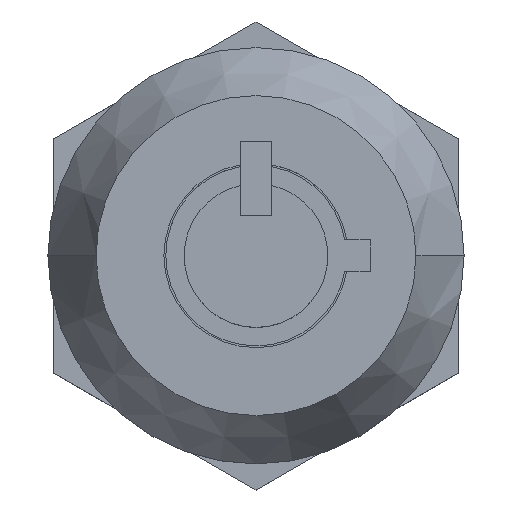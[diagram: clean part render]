
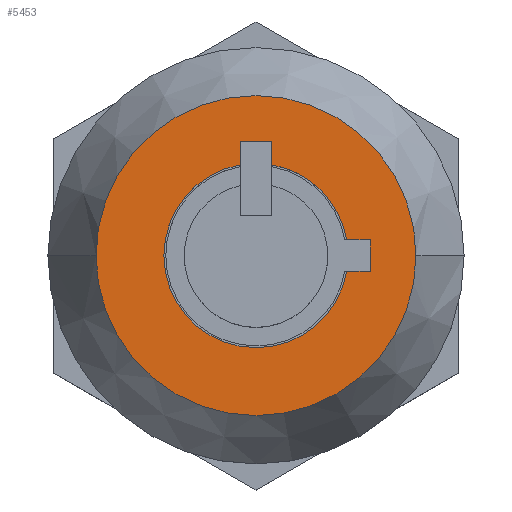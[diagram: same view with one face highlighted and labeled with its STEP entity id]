
A CAD part, top view. The second image highlights one B-rep face of the part: STEP entity #5453.
In plain terms, the highlighted planar face has unit normal (0, 0, 1).
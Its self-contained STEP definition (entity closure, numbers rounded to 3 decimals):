
#51 = CARTESIAN_POINT ( 'NONE',  ( 0., -0.85, 0. ) ) ;
#122 = EDGE_CURVE ( 'NONE', #1377, #346, #5704, .T. ) ;
#272 = CARTESIAN_POINT ( 'NONE',  ( -8.685, 0., 0. ) ) ;
#274 = AXIS2_PLACEMENT_3D ( 'NONE', #5186, #833, #3005 ) ;
#334 = CARTESIAN_POINT ( 'NONE',  ( -0.85, 6.2, 0. ) ) ;
#335 = ORIENTED_EDGE ( 'NONE', *, *, #2928, .F. ) ;
#346 = VERTEX_POINT ( 'NONE', #3701 ) ;
#350 = CARTESIAN_POINT ( 'NONE',  ( 6.2, -0.85, 0. ) ) ;
#473 = LINE ( 'NONE', #4548, #6893 ) ;
#698 = DIRECTION ( 'NONE',  ( -1., 0., 0. ) ) ;
#833 = DIRECTION ( 'NONE',  ( 0., 0., 1. ) ) ;
#910 = DIRECTION ( 'NONE',  ( 0., 1., 0. ) ) ;
#1058 = CARTESIAN_POINT ( 'NONE',  ( 6.2, 0.85, 0. ) ) ;
#1209 = ORIENTED_EDGE ( 'NONE', *, *, #6127, .T. ) ;
#1377 = VERTEX_POINT ( 'NONE', #350 ) ;
#1408 = CARTESIAN_POINT ( 'NONE',  ( 4.927, 0.85, 0. ) ) ;
#1566 = AXIS2_PLACEMENT_3D ( 'NONE', #4175, #6933, #4823 ) ;
#1644 = ORIENTED_EDGE ( 'NONE', *, *, #2236, .T. ) ;
#1684 = VECTOR ( 'NONE', #2322, 1000. ) ;
#1762 = CARTESIAN_POINT ( 'NONE',  ( 8.685, 0., 0. ) ) ;
#1800 = DIRECTION ( 'NONE',  ( 1., 0., 0. ) ) ;
#1811 = CIRCLE ( 'NONE', #5345, 8.685 ) ;
#1867 = ORIENTED_EDGE ( 'NONE', *, *, #3579, .F. ) ;
#1935 = VECTOR ( 'NONE', #4327, 1000. ) ;
#2123 = EDGE_LOOP ( 'NONE', ( #6122, #6653, #1867, #6320, #335, #4550, #4206, #1209 ) ) ;
#2225 = DIRECTION ( 'NONE',  ( -1., 0., 0. ) ) ;
#2236 = EDGE_CURVE ( 'NONE', #3212, #4029, #1811, .T. ) ;
#2266 = CIRCLE ( 'NONE', #6024, 5. ) ;
#2273 = VERTEX_POINT ( 'NONE', #334 ) ;
#2286 = EDGE_CURVE ( 'NONE', #4029, #3212, #3490, .T. ) ;
#2322 = DIRECTION ( 'NONE',  ( -1., 0., 0. ) ) ;
#2434 = DIRECTION ( 'NONE',  ( 1., 0., 0. ) ) ;
#2473 = CARTESIAN_POINT ( 'NONE',  ( 0., 0., 0. ) ) ;
#2522 = DIRECTION ( 'NONE',  ( 0., 0., 1. ) ) ;
#2525 = PLANE ( 'NONE',  #1566 ) ;
#2531 = CARTESIAN_POINT ( 'NONE',  ( 6.2, 0.85, 0. ) ) ;
#2534 = CARTESIAN_POINT ( 'NONE',  ( -0.85, -0.85, 0. ) ) ;
#2673 = LINE ( 'NONE', #2773, #6217 ) ;
#2773 = CARTESIAN_POINT ( 'NONE',  ( 0.85, 5., 0. ) ) ;
#2897 = CARTESIAN_POINT ( 'NONE',  ( -0.85, 4.927, 0. ) ) ;
#2928 = EDGE_CURVE ( 'NONE', #5826, #346, #5495, .T. ) ;
#3005 = DIRECTION ( 'NONE',  ( 1., 0., 0. ) ) ;
#3212 = VERTEX_POINT ( 'NONE', #1762 ) ;
#3350 = CARTESIAN_POINT ( 'NONE',  ( 0., 0., 0. ) ) ;
#3490 = CIRCLE ( 'NONE', #274, 8.685 ) ;
#3562 = DIRECTION ( 'NONE',  ( 1., 0., 0. ) ) ;
#3579 = EDGE_CURVE ( 'NONE', #1377, #3823, #6167, .T. ) ;
#3701 = CARTESIAN_POINT ( 'NONE',  ( 4.927, -0.85, 0. ) ) ;
#3823 = VERTEX_POINT ( 'NONE', #1058 ) ;
#4029 = VERTEX_POINT ( 'NONE', #272 ) ;
#4127 = VERTEX_POINT ( 'NONE', #1408 ) ;
#4175 = CARTESIAN_POINT ( 'NONE',  ( 0., 5., 0. ) ) ;
#4206 = ORIENTED_EDGE ( 'NONE', *, *, #5866, .F. ) ;
#4327 = DIRECTION ( 'NONE',  ( 0., -1., 0. ) ) ;
#4419 = DIRECTION ( 'NONE',  ( 0., -1., 0. ) ) ;
#4548 = CARTESIAN_POINT ( 'NONE',  ( 0.85, 0.85, 0. ) ) ;
#4550 = ORIENTED_EDGE ( 'NONE', *, *, #6278, .F. ) ;
#4823 = DIRECTION ( 'NONE',  ( -1., 0., 0. ) ) ;
#4841 = CARTESIAN_POINT ( 'NONE',  ( 0.85, 6.2, 0. ) ) ;
#4943 = AXIS2_PLACEMENT_3D ( 'NONE', #2473, #6246, #2434 ) ;
#5025 = DIRECTION ( 'NONE',  ( 0., 0., 1. ) ) ;
#5062 = CARTESIAN_POINT ( 'NONE',  ( 0.85, 4.927, 0. ) ) ;
#5178 = EDGE_LOOP ( 'NONE', ( #5265, #1644 ) ) ;
#5186 = CARTESIAN_POINT ( 'NONE',  ( 0., 0., 0. ) ) ;
#5188 = EDGE_CURVE ( 'NONE', #4127, #5875, #2266, .T. ) ;
#5255 = VECTOR ( 'NONE', #910, 1000. ) ;
#5265 = ORIENTED_EDGE ( 'NONE', *, *, #2286, .T. ) ;
#5316 = FACE_OUTER_BOUND ( 'NONE', #5178, .T. ) ;
#5345 = AXIS2_PLACEMENT_3D ( 'NONE', #5604, #2522, #3562 ) ;
#5386 = LINE ( 'NONE', #2534, #1935 ) ;
#5453 = ADVANCED_FACE ( 'NONE', ( #5645, #5316 ), #2525, .F. ) ;
#5495 = CIRCLE ( 'NONE', #4943, 5. ) ;
#5552 = LINE ( 'NONE', #6121, #1684 ) ;
#5604 = CARTESIAN_POINT ( 'NONE',  ( 0., 0., 0. ) ) ;
#5645 = FACE_BOUND ( 'NONE', #2123, .T. ) ;
#5704 = LINE ( 'NONE', #51, #6203 ) ;
#5826 = VERTEX_POINT ( 'NONE', #2897 ) ;
#5866 = EDGE_CURVE ( 'NONE', #6050, #2273, #5552, .T. ) ;
#5875 = VERTEX_POINT ( 'NONE', #5062 ) ;
#6024 = AXIS2_PLACEMENT_3D ( 'NONE', #3350, #5025, #1800 ) ;
#6050 = VERTEX_POINT ( 'NONE', #4841 ) ;
#6121 = CARTESIAN_POINT ( 'NONE',  ( -0.85, 6.2, 0. ) ) ;
#6122 = ORIENTED_EDGE ( 'NONE', *, *, #5188, .F. ) ;
#6127 = EDGE_CURVE ( 'NONE', #6050, #5875, #2673, .T. ) ;
#6167 = LINE ( 'NONE', #2531, #5255 ) ;
#6203 = VECTOR ( 'NONE', #2225, 1000. ) ;
#6217 = VECTOR ( 'NONE', #4419, 1000. ) ;
#6246 = DIRECTION ( 'NONE',  ( 0., 0., 1. ) ) ;
#6278 = EDGE_CURVE ( 'NONE', #2273, #5826, #5386, .T. ) ;
#6320 = ORIENTED_EDGE ( 'NONE', *, *, #122, .T. ) ;
#6542 = EDGE_CURVE ( 'NONE', #3823, #4127, #473, .T. ) ;
#6653 = ORIENTED_EDGE ( 'NONE', *, *, #6542, .F. ) ;
#6893 = VECTOR ( 'NONE', #698, 1000. ) ;
#6933 = DIRECTION ( 'NONE',  ( 0., 0., -1. ) ) ;
